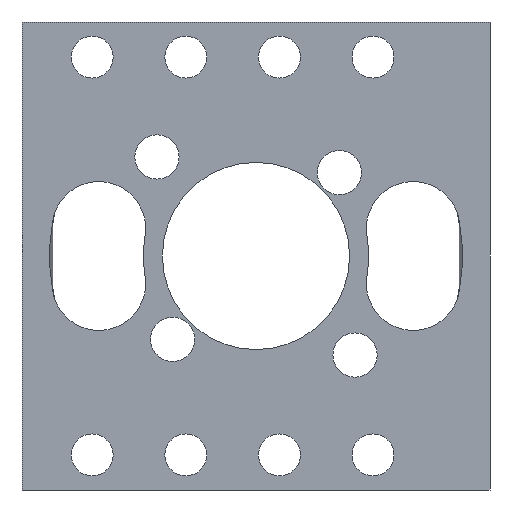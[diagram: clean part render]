
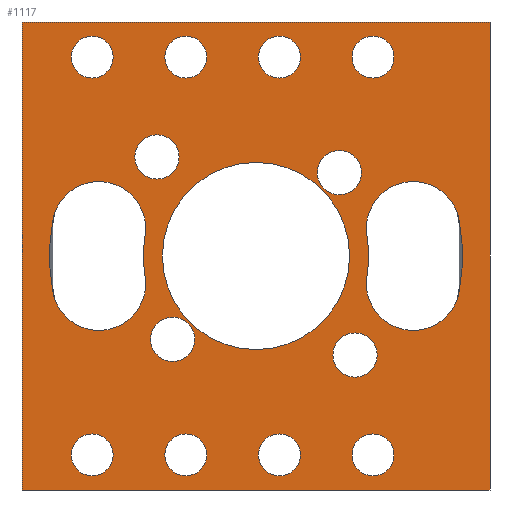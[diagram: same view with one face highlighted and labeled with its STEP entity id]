
A CAD part, left-side view. The second image highlights one B-rep face of the part: STEP entity #1117.
In plain terms, the highlighted planar face has unit normal (-1, 0, 0).
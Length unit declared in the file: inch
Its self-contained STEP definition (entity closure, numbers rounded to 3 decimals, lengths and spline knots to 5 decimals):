
#28=FACE_BOUND('',#259,.T.);
#29=FACE_BOUND('',#260,.T.);
#30=FACE_BOUND('',#261,.T.);
#31=FACE_BOUND('',#262,.T.);
#32=FACE_BOUND('',#263,.T.);
#33=FACE_BOUND('',#264,.T.);
#34=FACE_BOUND('',#265,.T.);
#35=FACE_BOUND('',#266,.T.);
#36=FACE_BOUND('',#267,.T.);
#37=FACE_BOUND('',#268,.T.);
#38=FACE_BOUND('',#269,.T.);
#39=FACE_BOUND('',#270,.T.);
#40=FACE_BOUND('',#271,.T.);
#41=FACE_BOUND('',#272,.T.);
#42=FACE_BOUND('',#273,.T.);
#62=CIRCLE('',#1177,0.056);
#63=CIRCLE('',#1179,0.056);
#64=CIRCLE('',#1181,0.056);
#65=CIRCLE('',#1183,0.056);
#66=CIRCLE('',#1185,0.056);
#67=CIRCLE('',#1187,0.056);
#68=CIRCLE('',#1189,0.056);
#69=CIRCLE('',#1191,0.056);
#79=CIRCLE('',#1208,0.55118);
#82=CIRCLE('',#1212,0.55118);
#84=CIRCLE('',#1215,0.05906);
#86=CIRCLE('',#1218,0.05906);
#88=CIRCLE('',#1221,0.125);
#90=CIRCLE('',#1224,0.30118);
#92=CIRCLE('',#1227,0.125);
#94=CIRCLE('',#1230,0.05906);
#96=CIRCLE('',#1233,0.05906);
#98=CIRCLE('',#1236,0.125);
#100=CIRCLE('',#1239,0.30118);
#102=CIRCLE('',#1242,0.125);
#108=CIRCLE('',#1256,0.25);
#192=FACE_OUTER_BOUND('',#258,.T.);
#258=EDGE_LOOP('',(#1018,#1019,#1020,#1021));
#259=EDGE_LOOP('',(#1022));
#260=EDGE_LOOP('',(#1023));
#261=EDGE_LOOP('',(#1024));
#262=EDGE_LOOP('',(#1025));
#263=EDGE_LOOP('',(#1026));
#264=EDGE_LOOP('',(#1027));
#265=EDGE_LOOP('',(#1028));
#266=EDGE_LOOP('',(#1029));
#267=EDGE_LOOP('',(#1030));
#268=EDGE_LOOP('',(#1031));
#269=EDGE_LOOP('',(#1032,#1033,#1034,#1035));
#270=EDGE_LOOP('',(#1036));
#271=EDGE_LOOP('',(#1037));
#272=EDGE_LOOP('',(#1038,#1039,#1040,#1041));
#273=EDGE_LOOP('',(#1042));
#300=LINE('',#1681,#393);
#335=LINE('',#1757,#428);
#364=LINE('',#1903,#457);
#366=LINE('',#1909,#459);
#393=VECTOR('',#1341,0.3937);
#428=VECTOR('',#1394,0.3937);
#457=VECTOR('',#1581,0.3937);
#459=VECTOR('',#1589,0.3937);
#493=VERTEX_POINT('',#1678);
#494=VERTEX_POINT('',#1680);
#525=VERTEX_POINT('',#1754);
#526=VERTEX_POINT('',#1756);
#527=VERTEX_POINT('',#1760);
#528=VERTEX_POINT('',#1764);
#529=VERTEX_POINT('',#1768);
#530=VERTEX_POINT('',#1772);
#531=VERTEX_POINT('',#1776);
#532=VERTEX_POINT('',#1780);
#533=VERTEX_POINT('',#1784);
#534=VERTEX_POINT('',#1788);
#539=VERTEX_POINT('',#1814);
#540=VERTEX_POINT('',#1816);
#543=VERTEX_POINT('',#1824);
#544=VERTEX_POINT('',#1826);
#546=VERTEX_POINT('',#1832);
#548=VERTEX_POINT('',#1838);
#550=VERTEX_POINT('',#1844);
#552=VERTEX_POINT('',#1850);
#554=VERTEX_POINT('',#1859);
#556=VERTEX_POINT('',#1865);
#558=VERTEX_POINT('',#1871);
#560=VERTEX_POINT('',#1877);
#565=VERTEX_POINT('',#1905);
#608=EDGE_CURVE('',#493,#494,#300,.T.);
#646=EDGE_CURVE('',#525,#526,#335,.T.);
#649=EDGE_CURVE('',#527,#527,#62,.T.);
#651=EDGE_CURVE('',#528,#528,#63,.T.);
#653=EDGE_CURVE('',#529,#529,#64,.T.);
#655=EDGE_CURVE('',#530,#530,#65,.T.);
#657=EDGE_CURVE('',#531,#531,#66,.T.);
#659=EDGE_CURVE('',#532,#532,#67,.T.);
#661=EDGE_CURVE('',#533,#533,#68,.T.);
#663=EDGE_CURVE('',#534,#534,#69,.T.);
#677=EDGE_CURVE('',#540,#539,#79,.T.);
#682=EDGE_CURVE('',#544,#543,#82,.T.);
#685=EDGE_CURVE('',#546,#546,#84,.T.);
#688=EDGE_CURVE('',#548,#548,#86,.T.);
#691=EDGE_CURVE('',#539,#550,#88,.T.);
#694=EDGE_CURVE('',#550,#552,#90,.T.);
#697=EDGE_CURVE('',#552,#540,#92,.T.);
#699=EDGE_CURVE('',#554,#554,#94,.T.);
#702=EDGE_CURVE('',#556,#556,#96,.T.);
#705=EDGE_CURVE('',#543,#558,#98,.T.);
#708=EDGE_CURVE('',#558,#560,#100,.T.);
#711=EDGE_CURVE('',#560,#544,#102,.T.);
#721=EDGE_CURVE('',#494,#525,#364,.T.);
#723=EDGE_CURVE('',#565,#565,#108,.T.);
#724=EDGE_CURVE('',#526,#493,#366,.T.);
#1018=ORIENTED_EDGE('',*,*,#608,.F.);
#1019=ORIENTED_EDGE('',*,*,#724,.F.);
#1020=ORIENTED_EDGE('',*,*,#646,.F.);
#1021=ORIENTED_EDGE('',*,*,#721,.F.);
#1022=ORIENTED_EDGE('',*,*,#649,.T.);
#1023=ORIENTED_EDGE('',*,*,#651,.T.);
#1024=ORIENTED_EDGE('',*,*,#653,.T.);
#1025=ORIENTED_EDGE('',*,*,#655,.T.);
#1026=ORIENTED_EDGE('',*,*,#657,.T.);
#1027=ORIENTED_EDGE('',*,*,#659,.T.);
#1028=ORIENTED_EDGE('',*,*,#661,.T.);
#1029=ORIENTED_EDGE('',*,*,#663,.T.);
#1030=ORIENTED_EDGE('',*,*,#685,.T.);
#1031=ORIENTED_EDGE('',*,*,#688,.T.);
#1032=ORIENTED_EDGE('',*,*,#694,.T.);
#1033=ORIENTED_EDGE('',*,*,#697,.T.);
#1034=ORIENTED_EDGE('',*,*,#677,.T.);
#1035=ORIENTED_EDGE('',*,*,#691,.T.);
#1036=ORIENTED_EDGE('',*,*,#699,.T.);
#1037=ORIENTED_EDGE('',*,*,#702,.T.);
#1038=ORIENTED_EDGE('',*,*,#708,.T.);
#1039=ORIENTED_EDGE('',*,*,#711,.T.);
#1040=ORIENTED_EDGE('',*,*,#682,.T.);
#1041=ORIENTED_EDGE('',*,*,#705,.T.);
#1042=ORIENTED_EDGE('',*,*,#723,.F.);
#1064=PLANE('',#1258);
#1117=ADVANCED_FACE('',(#192,#28,#29,#30,#31,#32,#33,#34,#35,#36,#37,#38,
#39,#40,#41,#42),#1064,.F.);
#1177=AXIS2_PLACEMENT_3D('',#1762,#1399,#1400);
#1179=AXIS2_PLACEMENT_3D('',#1766,#1404,#1405);
#1181=AXIS2_PLACEMENT_3D('',#1770,#1409,#1410);
#1183=AXIS2_PLACEMENT_3D('',#1774,#1414,#1415);
#1185=AXIS2_PLACEMENT_3D('',#1778,#1419,#1420);
#1187=AXIS2_PLACEMENT_3D('',#1782,#1424,#1425);
#1189=AXIS2_PLACEMENT_3D('',#1786,#1429,#1430);
#1191=AXIS2_PLACEMENT_3D('',#1790,#1434,#1435);
#1208=AXIS2_PLACEMENT_3D('',#1817,#1472,#1473);
#1212=AXIS2_PLACEMENT_3D('',#1827,#1482,#1483);
#1215=AXIS2_PLACEMENT_3D('',#1833,#1489,#1490);
#1218=AXIS2_PLACEMENT_3D('',#1839,#1496,#1497);
#1221=AXIS2_PLACEMENT_3D('',#1845,#1503,#1504);
#1224=AXIS2_PLACEMENT_3D('',#1851,#1510,#1511);
#1227=AXIS2_PLACEMENT_3D('',#1856,#1517,#1518);
#1230=AXIS2_PLACEMENT_3D('',#1860,#1523,#1524);
#1233=AXIS2_PLACEMENT_3D('',#1866,#1530,#1531);
#1236=AXIS2_PLACEMENT_3D('',#1872,#1537,#1538);
#1239=AXIS2_PLACEMENT_3D('',#1878,#1544,#1545);
#1242=AXIS2_PLACEMENT_3D('',#1883,#1551,#1552);
#1256=AXIS2_PLACEMENT_3D('',#1907,#1585,#1586);
#1258=AXIS2_PLACEMENT_3D('',#1910,#1590,#1591);
#1341=DIRECTION('',(0.,-1.,0.));
#1394=DIRECTION('',(0.,1.,0.));
#1399=DIRECTION('center_axis',(1.,0.,0.));
#1400=DIRECTION('ref_axis',(0.,0.,-1.));
#1404=DIRECTION('center_axis',(1.,0.,0.));
#1405=DIRECTION('ref_axis',(0.,0.,-1.));
#1409=DIRECTION('center_axis',(1.,0.,0.));
#1410=DIRECTION('ref_axis',(0.,0.,-1.));
#1414=DIRECTION('center_axis',(1.,0.,0.));
#1415=DIRECTION('ref_axis',(0.,0.,-1.));
#1419=DIRECTION('center_axis',(1.,0.,0.));
#1420=DIRECTION('ref_axis',(0.,0.,-1.));
#1424=DIRECTION('center_axis',(1.,0.,0.));
#1425=DIRECTION('ref_axis',(0.,0.,-1.));
#1429=DIRECTION('center_axis',(1.,0.,0.));
#1430=DIRECTION('ref_axis',(0.,0.,-1.));
#1434=DIRECTION('center_axis',(1.,0.,0.));
#1435=DIRECTION('ref_axis',(0.,0.,-1.));
#1472=DIRECTION('center_axis',(1.,0.,0.));
#1473=DIRECTION('ref_axis',(0.,-0.985,0.174));
#1482=DIRECTION('center_axis',(1.,0.,0.));
#1483=DIRECTION('ref_axis',(0.,0.,-1.));
#1489=DIRECTION('center_axis',(1.,0.,0.));
#1490=DIRECTION('ref_axis',(0.,0.,-1.));
#1496=DIRECTION('center_axis',(1.,0.,0.));
#1497=DIRECTION('ref_axis',(0.,0.,-1.));
#1503=DIRECTION('center_axis',(1.,0.,0.));
#1504=DIRECTION('ref_axis',(0.,-0.985,-0.174));
#1510=DIRECTION('center_axis',(-1.,0.,0.));
#1511=DIRECTION('ref_axis',(0.,0.985,-0.174));
#1517=DIRECTION('center_axis',(1.,0.,0.));
#1518=DIRECTION('ref_axis',(0.,0.985,-0.174));
#1523=DIRECTION('center_axis',(1.,0.,0.));
#1524=DIRECTION('ref_axis',(0.,0.,-1.));
#1530=DIRECTION('center_axis',(1.,0.,0.));
#1531=DIRECTION('ref_axis',(0.,0.,-1.));
#1537=DIRECTION('center_axis',(1.,0.,0.));
#1538=DIRECTION('ref_axis',(0.,0.985,0.174));
#1544=DIRECTION('center_axis',(-1.,0.,0.));
#1545=DIRECTION('ref_axis',(0.,-0.985,0.174));
#1551=DIRECTION('center_axis',(1.,0.,0.));
#1552=DIRECTION('ref_axis',(0.,-0.985,0.174));
#1581=DIRECTION('',(0.,0.,-1.));
#1585=DIRECTION('center_axis',(-1.,0.,0.));
#1586=DIRECTION('ref_axis',(0.,-1.,0.));
#1589=DIRECTION('',(0.,0.,1.));
#1590=DIRECTION('center_axis',(1.,0.,0.));
#1591=DIRECTION('ref_axis',(0.,0.,-1.));
#1678=CARTESIAN_POINT('',(0.,0.625,0.625));
#1680=CARTESIAN_POINT('',(0.,-0.625,0.625));
#1681=CARTESIAN_POINT('',(0.,0.625,0.625));
#1754=CARTESIAN_POINT('',(0.,-0.625,-0.625));
#1756=CARTESIAN_POINT('',(0.,0.625,-0.625));
#1757=CARTESIAN_POINT('',(0.,-0.625,-0.625));
#1760=CARTESIAN_POINT('',(0.,-0.0625,0.58725));
#1762=CARTESIAN_POINT('Origin',(0.,-0.0625,0.53125));
#1764=CARTESIAN_POINT('',(0.,0.1875,-0.47525));
#1766=CARTESIAN_POINT('Origin',(0.,0.1875,-0.53125));
#1768=CARTESIAN_POINT('',(0.,-0.0625,-0.47525));
#1770=CARTESIAN_POINT('Origin',(0.,-0.0625,-0.53125));
#1772=CARTESIAN_POINT('',(0.,0.1875,0.58725));
#1774=CARTESIAN_POINT('Origin',(0.,0.1875,0.53125));
#1776=CARTESIAN_POINT('',(0.,-0.3125,0.58725));
#1778=CARTESIAN_POINT('Origin',(0.,-0.3125,0.53125));
#1780=CARTESIAN_POINT('',(0.,0.4375,-0.47525));
#1782=CARTESIAN_POINT('Origin',(0.,0.4375,-0.53125));
#1784=CARTESIAN_POINT('',(0.,-0.3125,-0.47525));
#1786=CARTESIAN_POINT('Origin',(0.,-0.3125,-0.53125));
#1788=CARTESIAN_POINT('',(0.,0.4375,0.58725));
#1790=CARTESIAN_POINT('Origin',(0.,0.4375,0.53125));
#1814=CARTESIAN_POINT('',(0.,-0.54281,-0.09571));
#1816=CARTESIAN_POINT('',(0.,-0.54281,0.09571));
#1817=CARTESIAN_POINT('Origin',(0.,0.,0.));
#1824=CARTESIAN_POINT('',(0.,0.54281,0.09571));
#1826=CARTESIAN_POINT('',(0.,0.54281,-0.09571));
#1827=CARTESIAN_POINT('Origin',(0.,0.,0.));
#1832=CARTESIAN_POINT('',(0.,-0.26447,-0.20541));
#1833=CARTESIAN_POINT('Origin',(0.,-0.26447,-0.26447));
#1838=CARTESIAN_POINT('',(0.,0.22271,-0.16366));
#1839=CARTESIAN_POINT('Origin',(0.,0.22271,-0.22271));
#1844=CARTESIAN_POINT('',(0.,-0.29661,-0.0523));
#1845=CARTESIAN_POINT('Origin',(0.,-0.41971,-0.07401));
#1850=CARTESIAN_POINT('',(0.,-0.29661,0.0523));
#1851=CARTESIAN_POINT('Origin',(0.,0.,0.));
#1856=CARTESIAN_POINT('Origin',(0.,-0.41971,0.07401));
#1859=CARTESIAN_POINT('',(0.,-0.22271,0.28177));
#1860=CARTESIAN_POINT('Origin',(0.,-0.22271,0.22271));
#1865=CARTESIAN_POINT('',(0.,0.26447,0.32352));
#1866=CARTESIAN_POINT('Origin',(0.,0.26447,0.26447));
#1871=CARTESIAN_POINT('',(0.,0.29661,0.0523));
#1872=CARTESIAN_POINT('Origin',(0.,0.41971,0.07401));
#1877=CARTESIAN_POINT('',(0.,0.29661,-0.0523));
#1878=CARTESIAN_POINT('Origin',(0.,0.,0.));
#1883=CARTESIAN_POINT('Origin',(0.,0.41971,-0.07401));
#1903=CARTESIAN_POINT('',(0.,-0.625,0.625));
#1905=CARTESIAN_POINT('',(0.,0.25,0.));
#1907=CARTESIAN_POINT('Origin',(0.,0.,0.));
#1909=CARTESIAN_POINT('',(0.,0.625,-0.625));
#1910=CARTESIAN_POINT('Origin',(0.,0.,0.));
